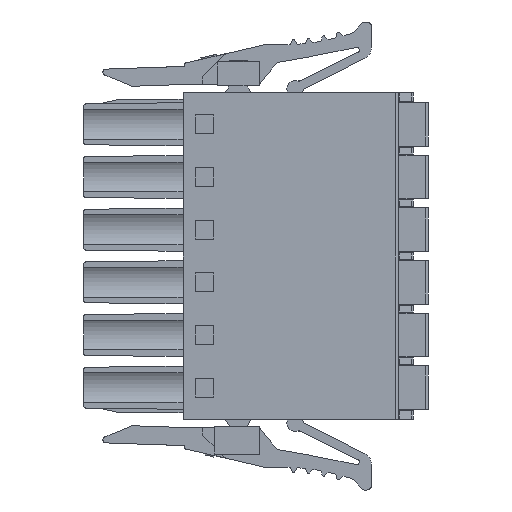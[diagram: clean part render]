
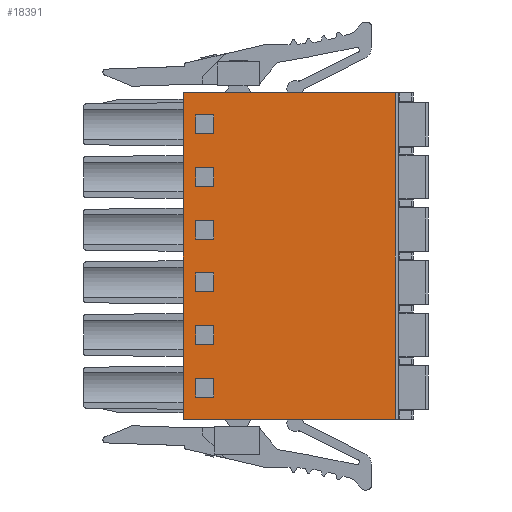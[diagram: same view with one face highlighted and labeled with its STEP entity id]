
A CAD part, front view. The second image highlights one B-rep face of the part: STEP entity #18391.
In plain terms, the highlighted planar face has unit normal (0, -1, 0).
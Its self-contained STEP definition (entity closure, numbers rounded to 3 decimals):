
#1190=DIRECTION('',(0.,0.,1.));
#1191=VECTOR('',#1190,21.7);
#1192=CARTESIAN_POINT('',(34.056,16.588,8.575));
#1193=LINE('',#1192,#1191);
#1863=DIRECTION('',(-1.,0.,0.));
#1864=VECTOR('',#1863,14.1);
#1865=CARTESIAN_POINT('',(34.056,16.588,30.275));
#1866=LINE('',#1865,#1864);
#3416=DIRECTION('',(0.,0.,-1.));
#3417=VECTOR('',#3416,1.25);
#3418=CARTESIAN_POINT('',(20.806,16.588,11.3));
#3419=LINE('',#3418,#3417);
#3420=DIRECTION('',(1.,0.,0.));
#3421=VECTOR('',#3420,1.2);
#3422=CARTESIAN_POINT('',(20.806,16.588,10.05));
#3423=LINE('',#3422,#3421);
#3424=DIRECTION('',(0.,0.,1.));
#3425=VECTOR('',#3424,1.25);
#3426=CARTESIAN_POINT('',(22.006,16.588,10.05));
#3427=LINE('',#3426,#3425);
#3428=DIRECTION('',(-1.,0.,0.));
#3429=VECTOR('',#3428,1.2);
#3430=CARTESIAN_POINT('',(22.006,16.588,11.3));
#3431=LINE('',#3430,#3429);
#3432=DIRECTION('',(-1.,0.,0.));
#3433=VECTOR('',#3432,14.1);
#3434=CARTESIAN_POINT('',(34.056,16.588,8.575));
#3435=LINE('',#3434,#3433);
#3436=DIRECTION('',(0.,0.,1.));
#3437=VECTOR('',#3436,21.7);
#3438=CARTESIAN_POINT('',(19.956,16.588,8.575));
#3439=LINE('',#3438,#3437);
#3480=DIRECTION('',(0.,0.,1.));
#3481=VECTOR('',#3480,1.25);
#3482=CARTESIAN_POINT('',(20.806,16.588,13.55));
#3483=LINE('',#3482,#3481);
#3492=DIRECTION('',(1.,0.,0.));
#3493=VECTOR('',#3492,1.2);
#3494=CARTESIAN_POINT('',(20.806,16.588,14.8));
#3495=LINE('',#3494,#3493);
#3504=DIRECTION('',(0.,0.,-1.));
#3505=VECTOR('',#3504,1.25);
#3506=CARTESIAN_POINT('',(22.006,16.588,14.8));
#3507=LINE('',#3506,#3505);
#3516=DIRECTION('',(-1.,0.,0.));
#3517=VECTOR('',#3516,1.2);
#3518=CARTESIAN_POINT('',(22.006,16.588,13.55));
#3519=LINE('',#3518,#3517);
#3528=DIRECTION('',(0.,0.,1.));
#3529=VECTOR('',#3528,1.25);
#3530=CARTESIAN_POINT('',(20.806,16.588,17.05));
#3531=LINE('',#3530,#3529);
#3540=DIRECTION('',(1.,0.,0.));
#3541=VECTOR('',#3540,1.2);
#3542=CARTESIAN_POINT('',(20.806,16.588,18.3));
#3543=LINE('',#3542,#3541);
#3552=DIRECTION('',(0.,0.,-1.));
#3553=VECTOR('',#3552,1.25);
#3554=CARTESIAN_POINT('',(22.006,16.588,18.3));
#3555=LINE('',#3554,#3553);
#3564=DIRECTION('',(-1.,0.,0.));
#3565=VECTOR('',#3564,1.2);
#3566=CARTESIAN_POINT('',(22.006,16.588,17.05));
#3567=LINE('',#3566,#3565);
#3576=DIRECTION('',(0.,0.,1.));
#3577=VECTOR('',#3576,1.25);
#3578=CARTESIAN_POINT('',(20.806,16.588,20.55));
#3579=LINE('',#3578,#3577);
#3588=DIRECTION('',(1.,0.,0.));
#3589=VECTOR('',#3588,1.2);
#3590=CARTESIAN_POINT('',(20.806,16.588,21.8));
#3591=LINE('',#3590,#3589);
#3600=DIRECTION('',(0.,0.,-1.));
#3601=VECTOR('',#3600,1.25);
#3602=CARTESIAN_POINT('',(22.006,16.588,21.8));
#3603=LINE('',#3602,#3601);
#3612=DIRECTION('',(-1.,0.,0.));
#3613=VECTOR('',#3612,1.2);
#3614=CARTESIAN_POINT('',(22.006,16.588,20.55));
#3615=LINE('',#3614,#3613);
#3624=DIRECTION('',(0.,0.,1.));
#3625=VECTOR('',#3624,1.25);
#3626=CARTESIAN_POINT('',(20.806,16.588,24.05));
#3627=LINE('',#3626,#3625);
#3636=DIRECTION('',(1.,0.,0.));
#3637=VECTOR('',#3636,1.2);
#3638=CARTESIAN_POINT('',(20.806,16.588,25.3));
#3639=LINE('',#3638,#3637);
#3648=DIRECTION('',(0.,0.,-1.));
#3649=VECTOR('',#3648,1.25);
#3650=CARTESIAN_POINT('',(22.006,16.588,25.3));
#3651=LINE('',#3650,#3649);
#3660=DIRECTION('',(-1.,0.,0.));
#3661=VECTOR('',#3660,1.2);
#3662=CARTESIAN_POINT('',(22.006,16.588,24.05));
#3663=LINE('',#3662,#3661);
#3672=DIRECTION('',(0.,0.,1.));
#3673=VECTOR('',#3672,1.25);
#3674=CARTESIAN_POINT('',(20.806,16.588,27.55));
#3675=LINE('',#3674,#3673);
#3684=DIRECTION('',(1.,0.,0.));
#3685=VECTOR('',#3684,1.2);
#3686=CARTESIAN_POINT('',(20.806,16.588,28.8));
#3687=LINE('',#3686,#3685);
#3696=DIRECTION('',(0.,0.,-1.));
#3697=VECTOR('',#3696,1.25);
#3698=CARTESIAN_POINT('',(22.006,16.588,28.8));
#3699=LINE('',#3698,#3697);
#3708=DIRECTION('',(-1.,0.,0.));
#3709=VECTOR('',#3708,1.2);
#3710=CARTESIAN_POINT('',(22.006,16.588,27.55));
#3711=LINE('',#3710,#3709);
#11317=CARTESIAN_POINT('',(34.056,16.588,30.275));
#11318=VERTEX_POINT('',#11317);
#11319=CARTESIAN_POINT('',(34.056,16.588,8.575));
#11320=CARTESIAN_POINT('',(19.956,16.588,8.575));
#11321=VERTEX_POINT('',#11319);
#11322=VERTEX_POINT('',#11320);
#11323=CARTESIAN_POINT('',(19.956,16.588,30.275));
#11324=VERTEX_POINT('',#11323);
#11325=CARTESIAN_POINT('',(20.806,16.588,11.3));
#11326=CARTESIAN_POINT('',(20.806,16.588,10.05));
#11327=VERTEX_POINT('',#11325);
#11328=VERTEX_POINT('',#11326);
#11329=CARTESIAN_POINT('',(22.006,16.588,10.05));
#11330=VERTEX_POINT('',#11329);
#11331=CARTESIAN_POINT('',(22.006,16.588,11.3));
#11332=VERTEX_POINT('',#11331);
#11333=CARTESIAN_POINT('',(20.806,16.588,13.55));
#11334=CARTESIAN_POINT('',(20.806,16.588,14.8));
#11335=VERTEX_POINT('',#11333);
#11336=VERTEX_POINT('',#11334);
#11337=CARTESIAN_POINT('',(22.006,16.588,13.55));
#11338=VERTEX_POINT('',#11337);
#11339=CARTESIAN_POINT('',(22.006,16.588,14.8));
#11340=VERTEX_POINT('',#11339);
#11341=CARTESIAN_POINT('',(20.806,16.588,17.05));
#11342=CARTESIAN_POINT('',(20.806,16.588,18.3));
#11343=VERTEX_POINT('',#11341);
#11344=VERTEX_POINT('',#11342);
#11345=CARTESIAN_POINT('',(22.006,16.588,17.05));
#11346=VERTEX_POINT('',#11345);
#11347=CARTESIAN_POINT('',(22.006,16.588,18.3));
#11348=VERTEX_POINT('',#11347);
#11349=CARTESIAN_POINT('',(20.806,16.588,20.55));
#11350=CARTESIAN_POINT('',(20.806,16.588,21.8));
#11351=VERTEX_POINT('',#11349);
#11352=VERTEX_POINT('',#11350);
#11353=CARTESIAN_POINT('',(22.006,16.588,20.55));
#11354=VERTEX_POINT('',#11353);
#11355=CARTESIAN_POINT('',(22.006,16.588,21.8));
#11356=VERTEX_POINT('',#11355);
#11357=CARTESIAN_POINT('',(20.806,16.588,24.05));
#11358=CARTESIAN_POINT('',(20.806,16.588,25.3));
#11359=VERTEX_POINT('',#11357);
#11360=VERTEX_POINT('',#11358);
#11361=CARTESIAN_POINT('',(22.006,16.588,24.05));
#11362=VERTEX_POINT('',#11361);
#11363=CARTESIAN_POINT('',(22.006,16.588,25.3));
#11364=VERTEX_POINT('',#11363);
#11365=CARTESIAN_POINT('',(20.806,16.588,27.55));
#11366=CARTESIAN_POINT('',(20.806,16.588,28.8));
#11367=VERTEX_POINT('',#11365);
#11368=VERTEX_POINT('',#11366);
#11369=CARTESIAN_POINT('',(22.006,16.588,27.55));
#11370=VERTEX_POINT('',#11369);
#11371=CARTESIAN_POINT('',(22.006,16.588,28.8));
#11372=VERTEX_POINT('',#11371);
#18319=CARTESIAN_POINT('',(39.956,16.588,
0.253));
#18320=DIRECTION('',(0.,1.,0.));
#18321=DIRECTION('',(0.,0.,1.));
#18322=AXIS2_PLACEMENT_3D('',#18319,#18320,#18321);
#18323=PLANE('',#18322);
#18324=ORIENTED_EDGE('',*,*,#15490,.F.);
#18325=ORIENTED_EDGE('',*,*,#15510,.T.);
#18327=ORIENTED_EDGE('',*,*,#18326,.T.);
#18328=ORIENTED_EDGE('',*,*,#16260,.F.);
#18329=EDGE_LOOP('',(#18324,#18325,#18327,#18328));
#18330=FACE_OUTER_BOUND('',#18329,.F.);
#18332=ORIENTED_EDGE('',*,*,#18331,.F.);
#18334=ORIENTED_EDGE('',*,*,#18333,.F.);
#18336=ORIENTED_EDGE('',*,*,#18335,.F.);
#18338=ORIENTED_EDGE('',*,*,#18337,.F.);
#18339=EDGE_LOOP('',(#18332,#18334,#18336,#18338));
#18340=FACE_BOUND('',#18339,.F.);
#18342=ORIENTED_EDGE('',*,*,#18341,.F.);
#18344=ORIENTED_EDGE('',*,*,#18343,.F.);
#18346=ORIENTED_EDGE('',*,*,#18345,.F.);
#18348=ORIENTED_EDGE('',*,*,#18347,.F.);
#18349=EDGE_LOOP('',(#18342,#18344,#18346,#18348));
#18350=FACE_BOUND('',#18349,.F.);
#18352=ORIENTED_EDGE('',*,*,#18351,.F.);
#18354=ORIENTED_EDGE('',*,*,#18353,.F.);
#18356=ORIENTED_EDGE('',*,*,#18355,.F.);
#18358=ORIENTED_EDGE('',*,*,#18357,.F.);
#18359=EDGE_LOOP('',(#18352,#18354,#18356,#18358));
#18360=FACE_BOUND('',#18359,.F.);
#18362=ORIENTED_EDGE('',*,*,#18361,.F.);
#18364=ORIENTED_EDGE('',*,*,#18363,.F.);
#18366=ORIENTED_EDGE('',*,*,#18365,.F.);
#18368=ORIENTED_EDGE('',*,*,#18367,.F.);
#18369=EDGE_LOOP('',(#18362,#18364,#18366,#18368));
#18370=FACE_BOUND('',#18369,.F.);
#18372=ORIENTED_EDGE('',*,*,#18371,.F.);
#18374=ORIENTED_EDGE('',*,*,#18373,.F.);
#18376=ORIENTED_EDGE('',*,*,#18375,.F.);
#18378=ORIENTED_EDGE('',*,*,#18377,.F.);
#18379=EDGE_LOOP('',(#18372,#18374,#18376,#18378));
#18380=FACE_BOUND('',#18379,.F.);
#18382=ORIENTED_EDGE('',*,*,#18381,.T.);
#18384=ORIENTED_EDGE('',*,*,#18383,.T.);
#18386=ORIENTED_EDGE('',*,*,#18385,.T.);
#18388=ORIENTED_EDGE('',*,*,#18387,.T.);
#18389=EDGE_LOOP('',(#18382,#18384,#18386,#18388));
#18390=FACE_BOUND('',#18389,.F.);
#15490=EDGE_CURVE('',#11321,#11318,#1193,.T.);
#15510=EDGE_CURVE('',#11321,#11322,#3435,.T.);
#16260=EDGE_CURVE('',#11318,#11324,#1866,.T.);
#18326=EDGE_CURVE('',#11322,#11324,#3439,.T.);
#18331=EDGE_CURVE('',#11335,#11336,#3483,.T.);
#18333=EDGE_CURVE('',#11338,#11335,#3519,.T.);
#18335=EDGE_CURVE('',#11340,#11338,#3507,.T.);
#18337=EDGE_CURVE('',#11336,#11340,#3495,.T.);
#18341=EDGE_CURVE('',#11343,#11344,#3531,.T.);
#18343=EDGE_CURVE('',#11346,#11343,#3567,.T.);
#18345=EDGE_CURVE('',#11348,#11346,#3555,.T.);
#18347=EDGE_CURVE('',#11344,#11348,#3543,.T.);
#18351=EDGE_CURVE('',#11351,#11352,#3579,.T.);
#18353=EDGE_CURVE('',#11354,#11351,#3615,.T.);
#18355=EDGE_CURVE('',#11356,#11354,#3603,.T.);
#18357=EDGE_CURVE('',#11352,#11356,#3591,.T.);
#18361=EDGE_CURVE('',#11359,#11360,#3627,.T.);
#18363=EDGE_CURVE('',#11362,#11359,#3663,.T.);
#18365=EDGE_CURVE('',#11364,#11362,#3651,.T.);
#18367=EDGE_CURVE('',#11360,#11364,#3639,.T.);
#18371=EDGE_CURVE('',#11367,#11368,#3675,.T.);
#18373=EDGE_CURVE('',#11370,#11367,#3711,.T.);
#18375=EDGE_CURVE('',#11372,#11370,#3699,.T.);
#18377=EDGE_CURVE('',#11368,#11372,#3687,.T.);
#18381=EDGE_CURVE('',#11327,#11328,#3419,.T.);
#18383=EDGE_CURVE('',#11328,#11330,#3423,.T.);
#18385=EDGE_CURVE('',#11330,#11332,#3427,.T.);
#18387=EDGE_CURVE('',#11332,#11327,#3431,.T.);
#18391=ADVANCED_FACE('',(#18330,#18340,#18350,#18360,#18370,#18380,#18390),
#18323,.F.);
